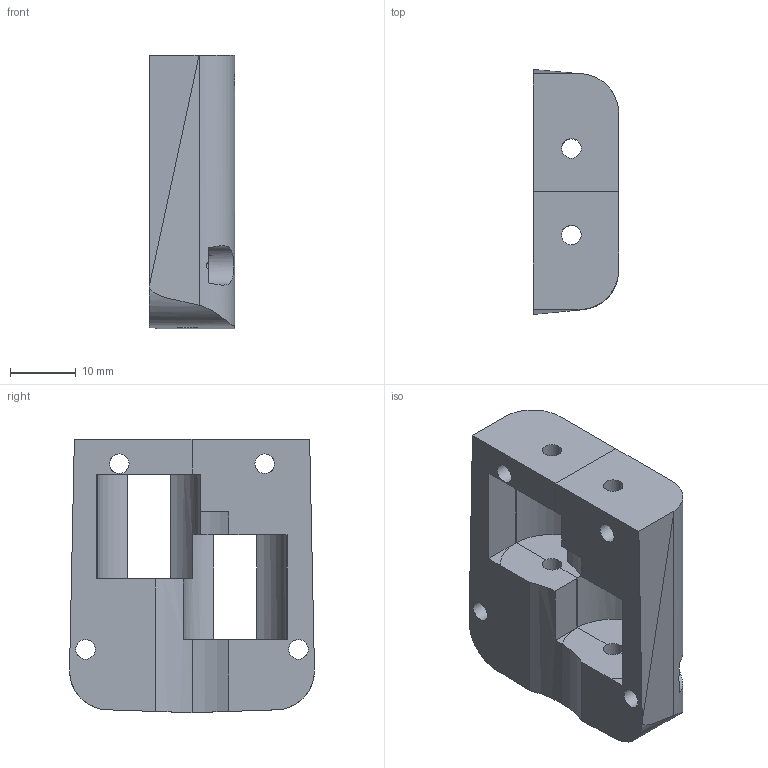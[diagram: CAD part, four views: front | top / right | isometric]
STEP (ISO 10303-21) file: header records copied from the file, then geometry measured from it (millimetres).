
FILE_DESCRIPTION(('FreeCAD Model'),'2;1');
FILE_NAME('Open CASCADE Shape Model','2022-11-30T19:36:33',(''),(''), 'Open CASCADE STEP processor 7.5','FreeCAD','Unknown');
FILE_SCHEMA(('AUTOMOTIVE_DESIGN { 1 0 10303 214 1 1 1 1 }'));
Length unit declared in the file: millimetre
Products named in the file (1): house_cap
Bounding box: 13 x 37.38 x 41.73 mm (x, y, z)
Volume: 12029.2 mm3; surface area: 6341.5 mm2
Topology: 1 solids, 1 shells, 68 faces, 196 edges, 120 vertices
Faces by surface type: plane 47, cylinder 21
Full cylindrical faces by diameter (mm): 3 x8
Entity records: 6016 total; most frequent: CARTESIAN_POINT 2135, DIRECTION 721, LINE 397, VECTOR 397, ORIENTED_EDGE 392, PCURVE 392, DEFINITIONAL_REPRESENTATION 392, EDGE_CURVE 196
